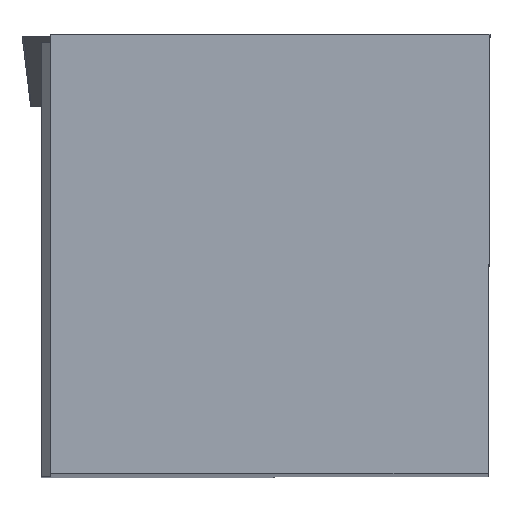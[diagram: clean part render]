
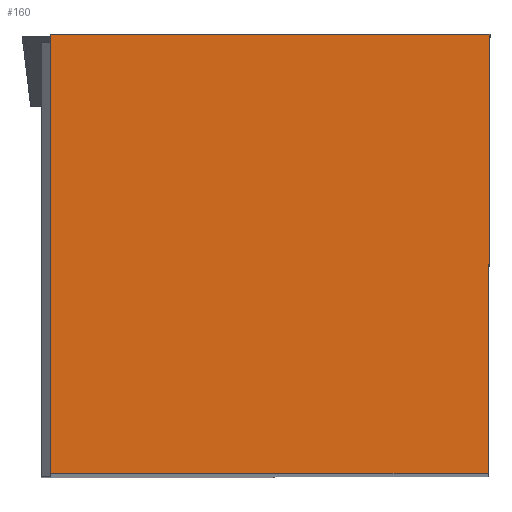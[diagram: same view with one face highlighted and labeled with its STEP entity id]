
A CAD part, top view. The second image highlights one B-rep face of the part: STEP entity #160.
In plain terms, the highlighted planar face has unit normal (0, 0, 1).
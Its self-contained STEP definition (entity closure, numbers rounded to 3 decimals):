
#126=FACE_OUTER_BOUND('',#375,.T.);
#160=ADVANCED_FACE('BLANK_BOXF006',(#126),#187,.F.);
#187=PLANE('',#823);
#208=LINE('',#1119,#270);
#213=LINE('',#1129,#275);
#223=LINE('',#1151,#285);
#248=LINE('',#1210,#310);
#270=VECTOR('',#910,1.);
#275=VECTOR('',#917,1.);
#285=VECTOR('',#931,1.);
#310=VECTOR('',#986,1.);
#375=EDGE_LOOP('',(#514,#515,#516,#517));
#514=ORIENTED_EDGE('',*,*,#650,.F.);
#515=ORIENTED_EDGE('',*,*,#681,.F.);
#516=ORIENTED_EDGE('',*,*,#640,.F.);
#517=ORIENTED_EDGE('',*,*,#635,.F.);
#571=VERTEX_POINT('',#1118);
#572=VERTEX_POINT('',#1120);
#576=VERTEX_POINT('',#1130);
#585=VERTEX_POINT('',#1150);
#635=EDGE_CURVE('',#571,#572,#208,.T.);
#640=EDGE_CURVE('',#572,#576,#213,.T.);
#650=EDGE_CURVE('',#585,#571,#223,.T.);
#681=EDGE_CURVE('',#576,#585,#248,.T.);
#823=AXIS2_PLACEMENT_3D('',#1223,#1000,#1001);
#910=DIRECTION('',(1.,0.,0.));
#917=DIRECTION('',(-0.004,-1.,0.));
#931=DIRECTION('',(0.,1.,0.));
#986=DIRECTION('',(-1.,0.,0.));
#1000=DIRECTION('',(0.,0.,-1.));
#1001=DIRECTION('',(-1.,0.,0.));
#1118=CARTESIAN_POINT('',(-24.875,24.875,0.));
#1119=CARTESIAN_POINT('',(-167.35,24.875,0.));
#1120=CARTESIAN_POINT('',(0.,24.875,0.));
#1129=CARTESIAN_POINT('',(0.622,167.348,0.));
#1130=CARTESIAN_POINT('',(-0.109,0.,0.));
#1150=CARTESIAN_POINT('',(-24.875,0.,0.));
#1151=CARTESIAN_POINT('',(-24.875,-167.35,0.));
#1210=CARTESIAN_POINT('',(167.35,0.,0.));
#1223=CARTESIAN_POINT('',(-42.5,-5.,0.));
